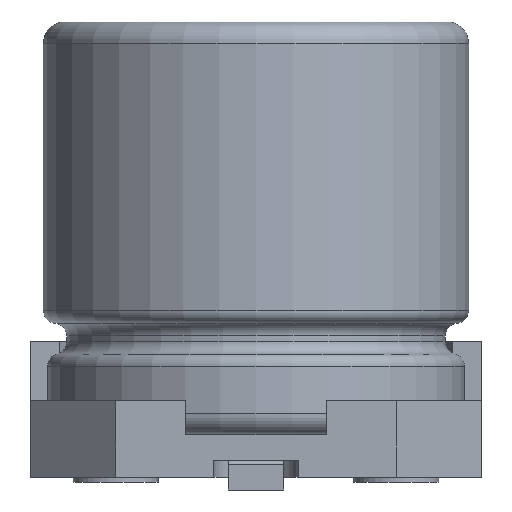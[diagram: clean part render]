
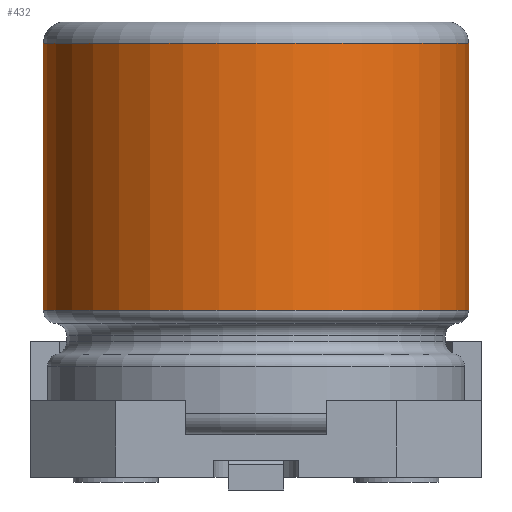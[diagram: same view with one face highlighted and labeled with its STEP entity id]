
A CAD part, front view. The second image highlights one B-rep face of the part: STEP entity #432.
In plain terms, the highlighted cylindrical face has radius 2.5 mm (diameter 5 mm), a full revolution.
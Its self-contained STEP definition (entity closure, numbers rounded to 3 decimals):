
#432 = ADVANCED_FACE( '', ( #990, #991 ), #992, .T. );
#990 = FACE_OUTER_BOUND( '', #1715, .T. );
#991 = FACE_OUTER_BOUND( '', #1716, .T. );
#992 = CYLINDRICAL_SURFACE( '', #1717, 2.5 );
#1715 = EDGE_LOOP( '', ( #2879 ) );
#1716 = EDGE_LOOP( '', ( #2880 ) );
#1717 = AXIS2_PLACEMENT_3D( '', #2881, #2882, #2883 );
#2879 = ORIENTED_EDGE( '', *, *, #4532, .T. );
#2880 = ORIENTED_EDGE( '', *, *, #4720, .T. );
#2881 = CARTESIAN_POINT( '', ( 0., 0., 9.9 ) );
#2882 = DIRECTION( '', ( 0., 0., -1. ) );
#2883 = DIRECTION( '', ( 1., 0., 0. ) );
#4532 = EDGE_CURVE( '', #5418, #5418, #5419, .T. );
#4720 = EDGE_CURVE( '', #5724, #5724, #5725, .T. );
#5418 = VERTEX_POINT( '', #6657 );
#5419 = CIRCLE( '', #6658, 2.5 );
#5724 = VERTEX_POINT( '', #7253 );
#5725 = CIRCLE( '', #7254, 2.5 );
#6657 = CARTESIAN_POINT( '', ( -2.5, 0., 4.6 ) );
#6658 = AXIS2_PLACEMENT_3D( '', #8527, #8528, #8529 );
#7253 = CARTESIAN_POINT( '', ( 2.5, 0., 1.46 ) );
#7254 = AXIS2_PLACEMENT_3D( '', #8695, #8696, #8697 );
#8527 = CARTESIAN_POINT( '', ( 0., 0., 4.6 ) );
#8528 = DIRECTION( '', ( 0., 0., -1. ) );
#8529 = DIRECTION( '', ( -1., 0., 0. ) );
#8695 = CARTESIAN_POINT( '', ( 0., 0., 1.46 ) );
#8696 = DIRECTION( '', ( 0., 0., 1. ) );
#8697 = DIRECTION( '', ( 1., 0., 0. ) );
